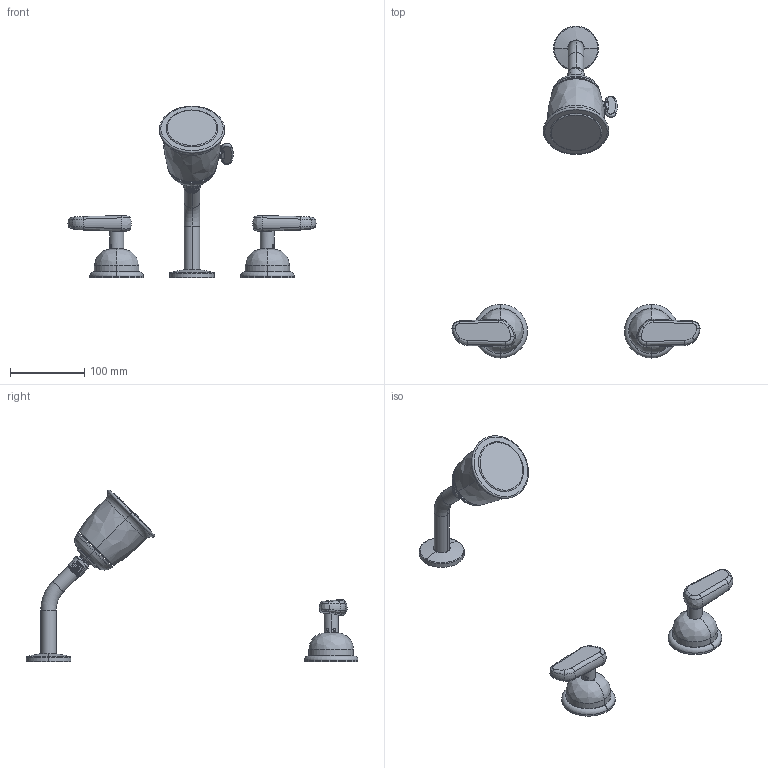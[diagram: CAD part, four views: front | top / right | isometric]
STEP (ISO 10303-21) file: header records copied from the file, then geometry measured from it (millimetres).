
FILE_DESCRIPTION((''),'2;1');
FILE_NAME('1104_WEB','2010-08-30T',('project'),(''),'PRO/ENGINEER BY PARAMETRIC TECHNOLOGY CORPORATION, 2009300','PRO/ENGINEER BY PARAMETRIC TECHNOLOGY CORPORATION, 2009300','');
FILE_SCHEMA(('CONFIG_CONTROL_DESIGN'));
Length unit declared in the file: inch
Products named in the file (1): 1104_WEB
Bounding box: 334.35 x 447.36 x 231.34 mm (x, y, z)
Surface area: 111836 mm2 (no closed solid volume)
Topology: 0 solids, 24 shells, 228 faces, 595 edges, 388 vertices
Faces by surface type: bspline 81, cylinder 62, torus 35, plane 31, cone 17, sphere 2
Entity records: 15657 total; most frequent: CARTESIAN_POINT 10704, ORIENTED_EDGE 1031, DIRECTION 916, EDGE_CURVE 595, AXIS2_PLACEMENT_3D 395, VERTEX_POINT 388, CIRCLE 248, EDGE_LOOP 228
